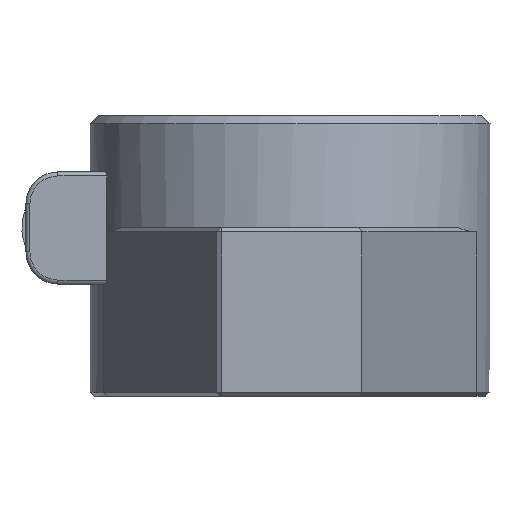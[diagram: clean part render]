
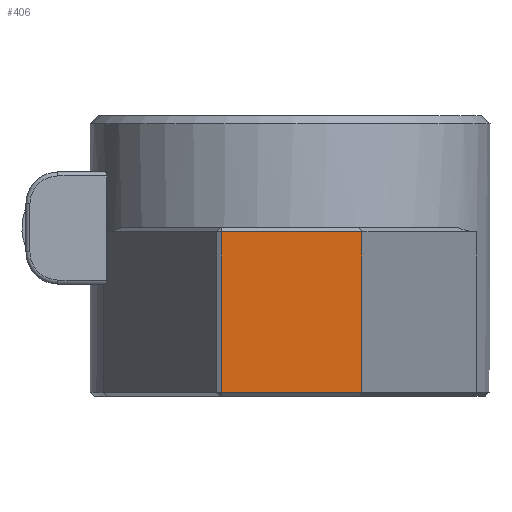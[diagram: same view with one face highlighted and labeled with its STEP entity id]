
A CAD part, left-side view. The second image highlights one B-rep face of the part: STEP entity #406.
In plain terms, the highlighted planar face has unit normal (-1, 0, 0).
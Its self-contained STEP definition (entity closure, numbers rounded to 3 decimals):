
#219=FACE_OUTER_BOUND('',#786,.T.);
#406=ADVANCED_FACE('',(#219),#582,.T.);
#582=PLANE('',#3484);
#786=EDGE_LOOP('',(#1224,#1225,#1226,#1227));
#1224=ORIENTED_EDGE('',*,*,#2311,.F.);
#1225=ORIENTED_EDGE('',*,*,#2318,.F.);
#1226=ORIENTED_EDGE('',*,*,#2323,.F.);
#1227=ORIENTED_EDGE('',*,*,#2356,.F.);
#1999=VERTEX_POINT('',#5448);
#2000=VERTEX_POINT('',#5452);
#2004=VERTEX_POINT('',#5466);
#2007=VERTEX_POINT('',#5481);
#2311=EDGE_CURVE('',#2000,#1999,#2949,.T.);
#2318=EDGE_CURVE('',#2004,#2000,#2955,.T.);
#2323=EDGE_CURVE('',#2007,#2004,#2959,.T.);
#2356=EDGE_CURVE('',#1999,#2007,#2986,.T.);
#2949=LINE('',#5457,#3213);
#2955=LINE('',#5471,#3219);
#2959=LINE('',#5480,#3223);
#2986=LINE('',#5559,#3250);
#3213=VECTOR('',#3859,1.);
#3219=VECTOR('',#3873,1.);
#3223=VECTOR('',#3885,1.);
#3250=VECTOR('',#3956,1.);
#3484=AXIS2_PLACEMENT_3D('',#5560,#3957,#3958);
#3859=DIRECTION('',(0.,-1.,0.));
#3873=DIRECTION('',(0.,0.,1.));
#3885=DIRECTION('',(0.,1.,0.));
#3956=DIRECTION('',(0.,0.,-1.));
#3957=DIRECTION('',(-1.,0.,0.));
#3958=DIRECTION('',(0.,0.,1.));
#5448=CARTESIAN_POINT('',(-46.,-9.,-0.5));
#5452=CARTESIAN_POINT('',(-46.,8.5,-0.5));
#5457=CARTESIAN_POINT('',(-46.,8.5,-0.5));
#5466=CARTESIAN_POINT('',(-46.,8.5,-20.5));
#5471=CARTESIAN_POINT('',(-46.,8.5,-20.5));
#5480=CARTESIAN_POINT('',(-46.,-9.,-20.5));
#5481=CARTESIAN_POINT('',(-46.,-9.,-20.5));
#5559=CARTESIAN_POINT('',(-46.,-9.,-0.5));
#5560=CARTESIAN_POINT('',(-46.,9.,0.));
